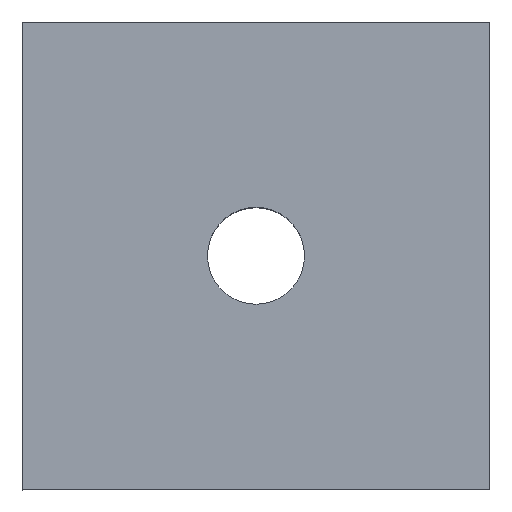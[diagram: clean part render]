
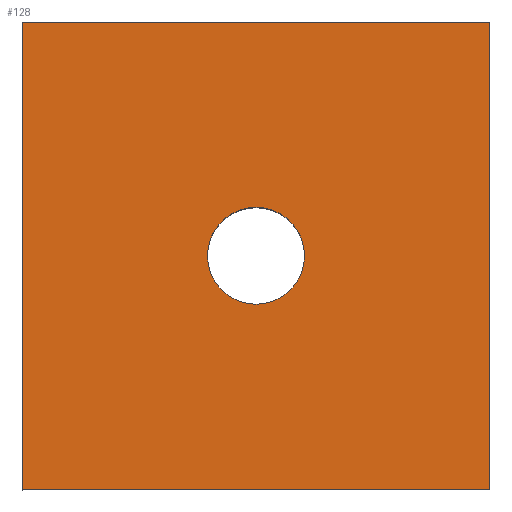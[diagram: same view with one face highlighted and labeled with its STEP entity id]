
A CAD part, top view. The second image highlights one B-rep face of the part: STEP entity #128.
In plain terms, the highlighted planar face has unit normal (0, 0, 1).
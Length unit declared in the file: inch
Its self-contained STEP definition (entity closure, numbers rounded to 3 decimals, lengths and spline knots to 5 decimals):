
#15=FACE_BOUND('',#36,.T.);
#21=PLANE('',#157);
#28=FACE_OUTER_BOUND('',#35,.T.);
#35=EDGE_LOOP('',(#112,#113,#114,#115));
#36=EDGE_LOOP('',(#116));
#40=LINE('',#202,#53);
#44=LINE('',#210,#57);
#47=LINE('',#216,#60);
#50=LINE('',#221,#63);
#53=VECTOR('',#170,0.3937);
#57=VECTOR('',#176,0.3937);
#60=VECTOR('',#181,0.3937);
#63=VECTOR('',#186,0.3937);
#66=CIRCLE('',#152,0.04331);
#68=VERTEX_POINT('',#196);
#69=VERTEX_POINT('',#200);
#70=VERTEX_POINT('',#201);
#73=VERTEX_POINT('',#209);
#75=VERTEX_POINT('',#215);
#79=EDGE_CURVE('',#68,#68,#66,.T.);
#80=EDGE_CURVE('',#69,#70,#40,.T.);
#84=EDGE_CURVE('',#70,#73,#44,.T.);
#87=EDGE_CURVE('',#73,#75,#47,.T.);
#90=EDGE_CURVE('',#75,#69,#50,.T.);
#112=ORIENTED_EDGE('',*,*,#90,.T.);
#113=ORIENTED_EDGE('',*,*,#80,.T.);
#114=ORIENTED_EDGE('',*,*,#84,.T.);
#115=ORIENTED_EDGE('',*,*,#87,.T.);
#116=ORIENTED_EDGE('',*,*,#79,.T.);
#128=ADVANCED_FACE('',(#28,#15),#21,.T.);
#152=AXIS2_PLACEMENT_3D('',#198,#166,#167);
#157=AXIS2_PLACEMENT_3D('',#223,#188,#189);
#166=DIRECTION('center_axis',(0.,0.,-1.));
#167=DIRECTION('ref_axis',(-1.,0.,0.));
#170=DIRECTION('',(1.,0.,0.));
#176=DIRECTION('',(0.,1.,0.));
#181=DIRECTION('',(-1.,0.,0.));
#186=DIRECTION('',(0.,-1.,0.));
#188=DIRECTION('center_axis',(0.,0.,1.));
#189=DIRECTION('ref_axis',(1.,0.,0.));
#196=CARTESIAN_POINT('',(0.04331,0.,0.));
#198=CARTESIAN_POINT('Origin',(0.,0.,0.));
#200=CARTESIAN_POINT('',(-0.20885,-0.20885,0.));
#201=CARTESIAN_POINT('',(0.20885,-0.20885,0.));
#202=CARTESIAN_POINT('',(-0.20885,-0.20885,0.));
#209=CARTESIAN_POINT('',(0.20885,0.20885,0.));
#210=CARTESIAN_POINT('',(0.20885,-0.20885,0.));
#215=CARTESIAN_POINT('',(-0.20885,0.20885,0.));
#216=CARTESIAN_POINT('',(0.20885,0.20885,0.));
#221=CARTESIAN_POINT('',(-0.20885,0.20885,0.));
#223=CARTESIAN_POINT('Origin',(0.,0.,
0.));
